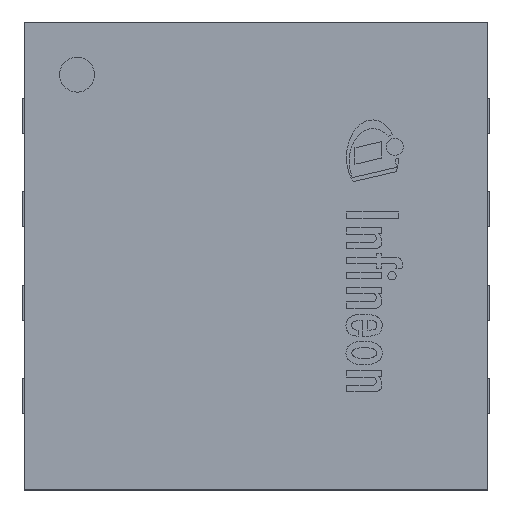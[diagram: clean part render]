
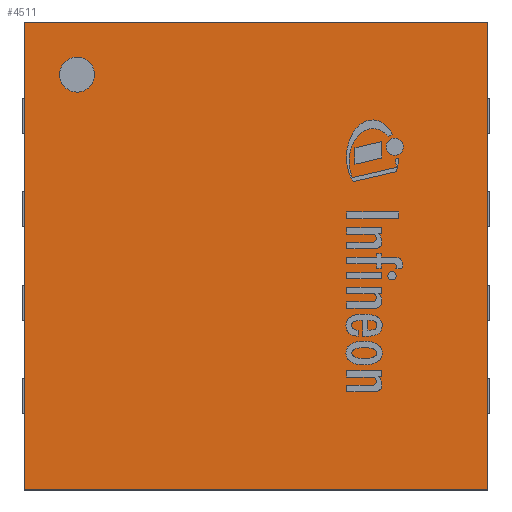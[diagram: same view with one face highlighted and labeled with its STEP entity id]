
A CAD part, top view. The second image highlights one B-rep face of the part: STEP entity #4511.
In plain terms, the highlighted planar face has unit normal (0, 0, 1).
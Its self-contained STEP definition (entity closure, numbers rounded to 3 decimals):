
#115=PLANE('',#4823);
#264=FACE_OUTER_BOUND('',#536,.T.);
#536=EDGE_LOOP('',(#3189,#3190,#3191,#3192));
#844=LINE('',#6987,#1257);
#847=LINE('',#6993,#1260);
#850=LINE('',#6999,#1263);
#853=LINE('',#7003,#1266);
#1257=VECTOR('',#5502,1.);
#1260=VECTOR('',#5507,1.);
#1263=VECTOR('',#5512,1.);
#1266=VECTOR('',#5517,1.);
#1916=VERTEX_POINT('',#6984);
#1917=VERTEX_POINT('',#6986);
#1919=VERTEX_POINT('',#6992);
#1921=VERTEX_POINT('',#6998);
#2400=EDGE_CURVE('',#1917,#1916,#844,.T.);
#2403=EDGE_CURVE('',#1919,#1917,#847,.T.);
#2406=EDGE_CURVE('',#1921,#1919,#850,.T.);
#2409=EDGE_CURVE('',#1916,#1921,#853,.T.);
#3189=ORIENTED_EDGE('',*,*,#2409,.T.);
#3190=ORIENTED_EDGE('',*,*,#2406,.T.);
#3191=ORIENTED_EDGE('',*,*,#2403,.T.);
#3192=ORIENTED_EDGE('',*,*,#2400,.T.);
#4511=ADVANCED_FACE('',(#264),#115,.T.);
#4823=AXIS2_PLACEMENT_3D('',#7005,#5520,#5521);
#5502=DIRECTION('',(0.,1.,0.));
#5507=DIRECTION('',(1.,0.,0.));
#5512=DIRECTION('',(0.,-1.,0.));
#5517=DIRECTION('',(-1.,0.,0.));
#5520=DIRECTION('center_axis',(0.,0.,1.));
#5521=DIRECTION('ref_axis',(0.,-1.,0.));
#6984=CARTESIAN_POINT('',(1.98,2.,1.));
#6986=CARTESIAN_POINT('',(1.98,-2.,1.));
#6987=CARTESIAN_POINT('',(1.98,2.,1.));
#6992=CARTESIAN_POINT('',(-1.98,-2.,1.));
#6993=CARTESIAN_POINT('',(1.98,-2.,1.));
#6998=CARTESIAN_POINT('',(-1.98,2.,1.));
#6999=CARTESIAN_POINT('',(-1.98,-2.,1.));
#7003=CARTESIAN_POINT('',(-1.98,2.,1.));
#7005=CARTESIAN_POINT('Origin',(0.,0.,
1.));
